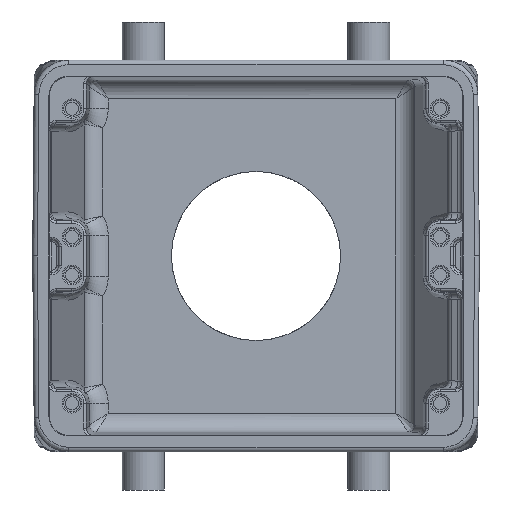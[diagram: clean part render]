
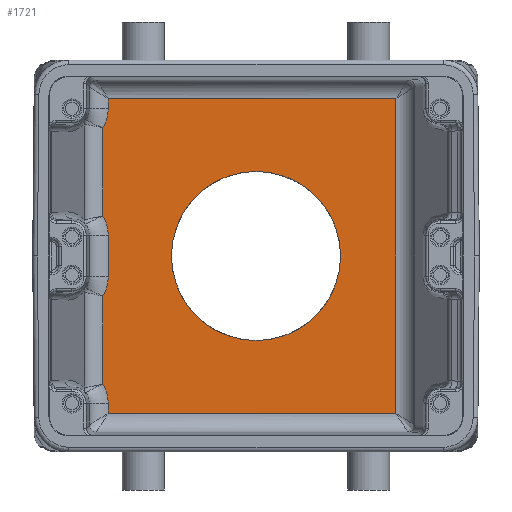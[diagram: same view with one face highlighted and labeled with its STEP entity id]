
A CAD part, front view. The second image highlights one B-rep face of the part: STEP entity #1721.
In plain terms, the highlighted planar face has unit normal (0, -1, 0).
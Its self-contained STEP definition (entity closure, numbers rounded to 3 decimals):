
#1721=ADVANCED_FACE('NONE',(#2129,#2130),#2031,.F.);
#2031=PLANE('',#10570);
#2129=FACE_BOUND('',#2760,.T.);
#2130=FACE_BOUND('',#2761,.T.);
#2760=EDGE_LOOP('',(#5649,#5650,#5651,#5652,#5653,#5654,#5655,#5656,#5657,
#5658,#5659,#5660));
#2761=EDGE_LOOP('',(#5661));
#3247=CIRCLE('',#10479,7.646);
#3250=CIRCLE('',#10484,7.646);
#3253=CIRCLE('',#10489,7.646);
#3254=CIRCLE('',#10492,7.646);
#3275=CIRCLE('',#10569,17.8);
#5649=ORIENTED_EDGE('',*,*,#8012,.F.);
#5650=ORIENTED_EDGE('',*,*,#8011,.F.);
#5651=ORIENTED_EDGE('',*,*,#8009,.F.);
#5652=ORIENTED_EDGE('',*,*,#8007,.F.);
#5653=ORIENTED_EDGE('',*,*,#8006,.F.);
#5654=ORIENTED_EDGE('',*,*,#8003,.F.);
#5655=ORIENTED_EDGE('',*,*,#8017,.F.);
#5656=ORIENTED_EDGE('',*,*,#8122,.T.);
#5657=ORIENTED_EDGE('',*,*,#8014,.F.);
#5658=ORIENTED_EDGE('',*,*,#8051,.F.);
#5659=ORIENTED_EDGE('',*,*,#8001,.F.);
#5660=ORIENTED_EDGE('',*,*,#8013,.F.);
#5661=ORIENTED_EDGE('',*,*,#8123,.F.);
#6582=VERTEX_POINT('',#16101);
#6585=VERTEX_POINT('',#16161);
#6594=VERTEX_POINT('',#16292);
#6597=VERTEX_POINT('',#16352);
#6664=VERTEX_POINT('',#17148);
#6667=VERTEX_POINT('',#17178);
#6761=VERTEX_POINT('',#17988);
#6762=VERTEX_POINT('',#17992);
#6764=VERTEX_POINT('',#18000);
#6765=VERTEX_POINT('',#18004);
#6766=VERTEX_POINT('',#18014);
#6768=VERTEX_POINT('',#18020);
#6814=VERTEX_POINT('',#18491);
#8001=EDGE_CURVE('NONE',#6761,#6667,#8827,.T.);
#8003=EDGE_CURVE('NONE',#6762,#6582,#3247,.T.);
#8006=EDGE_CURVE('NONE',#6582,#6585,#8828,.T.);
#8007=EDGE_CURVE('NONE',#6585,#6764,#3250,.T.);
#8009=EDGE_CURVE('NONE',#6764,#6765,#8829,.T.);
#8011=EDGE_CURVE('NONE',#6765,#6594,#3253,.T.);
#8012=EDGE_CURVE('NONE',#6594,#6597,#8830,.T.);
#8013=EDGE_CURVE('NONE',#6597,#6761,#3254,.T.);
#8014=EDGE_CURVE('NONE',#6664,#6766,#8831,.T.);
#8017=EDGE_CURVE('NONE',#6768,#6762,#8833,.T.);
#8051=EDGE_CURVE('NONE',#6667,#6664,#8848,.T.);
#8122=EDGE_CURVE('NONE',#6768,#6766,#8896,.T.);
#8123=EDGE_CURVE('NONE',#6814,#6814,#3275,.T.);
#8827=LINE('',#17987,#9549);
#8828=LINE('',#17997,#9550);
#8829=LINE('',#18003,#9551);
#8830=LINE('',#18009,#9552);
#8831=LINE('',#18013,#9553);
#8833=LINE('',#18019,#9555);
#8848=LINE('',#18323,#9570);
#8896=LINE('',#18489,#9618);
#9549=VECTOR('',#12920,1.);
#9550=VECTOR('',#12933,1.);
#9551=VECTOR('',#12942,1.);
#9552=VECTOR('',#12951,1.);
#9553=VECTOR('',#12958,1.);
#9555=VECTOR('',#12964,1.);
#9570=VECTOR('',#13013,1.);
#9618=VECTOR('',#13173,1.);
#10479=AXIS2_PLACEMENT_3D('',#17991,#12925,#12926);
#10484=AXIS2_PLACEMENT_3D('',#17999,#12936,#12937);
#10489=AXIS2_PLACEMENT_3D('',#18007,#12947,#12948);
#10492=AXIS2_PLACEMENT_3D('',#18011,#12954,#12955);
#10569=AXIS2_PLACEMENT_3D('',#18490,#13174,#13175);
#10570=AXIS2_PLACEMENT_3D('',#18492,#13176,#13177);
#12920=DIRECTION('',(0.,0.,1.));
#12925=DIRECTION('',(0.,-1.,0.));
#12926=DIRECTION('',(-1.,0.,0.));
#12933=DIRECTION('',(0.,0.,1.));
#12936=DIRECTION('',(0.,-1.,0.));
#12937=DIRECTION('',(0.,0.,1.));
#12942=DIRECTION('',(0.,0.,1.));
#12947=DIRECTION('',(0.,-1.,0.));
#12948=DIRECTION('',(-1.,0.,0.));
#12951=DIRECTION('',(0.,0.,1.));
#12954=DIRECTION('',(0.,-1.,0.));
#12955=DIRECTION('',(0.,0.,1.));
#12958=DIRECTION('',(0.,0.,-1.));
#12964=DIRECTION('',(0.,0.,1.));
#13013=DIRECTION('',(1.,0.,0.));
#13173=DIRECTION('',(1.,0.,0.));
#13174=DIRECTION('',(0.,-1.,0.));
#13175=DIRECTION('',(0.,0.,1.));
#13176=DIRECTION('',(0.,1.,0.));
#13177=DIRECTION('',(0.,0.,1.));
#16101=CARTESIAN_POINT('',(-32.225,40.,-27.015));
#16161=CARTESIAN_POINT('',(-32.225,40.,-8.385));
#16292=CARTESIAN_POINT('',(-32.225,40.,8.385));
#16352=CARTESIAN_POINT('',(-32.225,40.,27.015));
#17148=CARTESIAN_POINT('',(29.448,40.,33.104));
#17178=CARTESIAN_POINT('',(-31.104,40.,33.104));
#17987=CARTESIAN_POINT('',(-31.104,40.,-37.75));
#17988=CARTESIAN_POINT('',(-31.104,40.,31.));
#17991=CARTESIAN_POINT('',(-38.75,40.,-31.));
#17992=CARTESIAN_POINT('',(-31.104,40.,-31.));
#17997=CARTESIAN_POINT('',(-32.225,40.,-37.75));
#17999=CARTESIAN_POINT('',(-38.75,40.,-4.4));
#18000=CARTESIAN_POINT('',(-31.104,40.,-4.4));
#18003=CARTESIAN_POINT('',(-31.104,40.,-37.75));
#18004=CARTESIAN_POINT('',(-31.104,40.,4.4));
#18007=CARTESIAN_POINT('',(-38.75,40.,4.4));
#18009=CARTESIAN_POINT('',(-32.225,40.,-37.75));
#18011=CARTESIAN_POINT('',(-38.75,40.,31.));
#18013=CARTESIAN_POINT('',(29.448,40.,-37.75));
#18014=CARTESIAN_POINT('',(29.448,40.,-33.104));
#18019=CARTESIAN_POINT('',(-31.104,40.,-37.75));
#18020=CARTESIAN_POINT('',(-31.104,40.,-33.104));
#18323=CARTESIAN_POINT('',(32.925,40.,33.104));
#18489=CARTESIAN_POINT('',(35.75,40.,-33.104));
#18490=CARTESIAN_POINT('',(0.,40.,0.));
#18491=CARTESIAN_POINT('',(0.,40.,17.8));
#18492=CARTESIAN_POINT('',(32.925,40.,-37.75));
